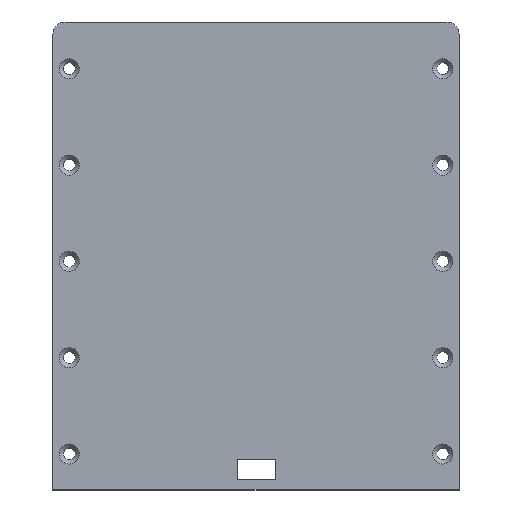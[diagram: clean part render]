
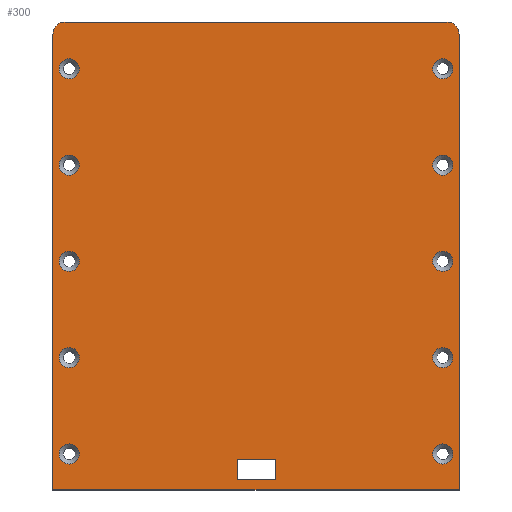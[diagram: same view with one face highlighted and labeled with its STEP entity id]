
A CAD part, top view. The second image highlights one B-rep face of the part: STEP entity #300.
In plain terms, the highlighted planar face has unit normal (0, 0, 1).
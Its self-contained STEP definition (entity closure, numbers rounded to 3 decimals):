
#32 = VERTEX_POINT('',#33);
#33 = CARTESIAN_POINT('',(-153.95,140.,3.));
#39 = EDGE_CURVE('',#32,#40,#42,.T.);
#40 = VERTEX_POINT('',#41);
#41 = CARTESIAN_POINT('',(-47.85,140.,3.));
#42 = LINE('',#43,#44);
#43 = CARTESIAN_POINT('',(-157.3,140.,3.));
#44 = VECTOR('',#45,1.);
#45 = DIRECTION('',(1.,0.,0.));
#256 = VERTEX_POINT('',#257);
#257 = CARTESIAN_POINT('',(-157.3,136.65,3.));
#263 = EDGE_CURVE('',#32,#256,#264,.T.);
#264 = CIRCLE('',#265,3.35);
#265 = AXIS2_PLACEMENT_3D('',#266,#267,#268);
#266 = CARTESIAN_POINT('',(-153.95,136.65,3.));
#267 = DIRECTION('',(-0.,0.,1.));
#268 = DIRECTION('',(0.,-1.,0.));
#281 = VERTEX_POINT('',#282);
#282 = CARTESIAN_POINT('',(-44.5,136.65,3.));
#288 = EDGE_CURVE('',#40,#281,#289,.T.);
#289 = CIRCLE('',#290,3.35);
#290 = AXIS2_PLACEMENT_3D('',#291,#292,#293);
#291 = CARTESIAN_POINT('',(-47.85,136.65,3.));
#292 = DIRECTION('',(-0.,-0.,-1.));
#293 = DIRECTION('',(0.,-1.,0.));
#300 = ADVANCED_FACE('',(#301,#328,#339,#350,#384,#395,#406,#417,#428,
    #439,#450,#461),#472,.T.);
#301 = FACE_BOUND('',#302,.T.);
#302 = EDGE_LOOP('',(#303,#304,#305,#313,#321,#327));
#303 = ORIENTED_EDGE('',*,*,#39,.F.);
#304 = ORIENTED_EDGE('',*,*,#263,.T.);
#305 = ORIENTED_EDGE('',*,*,#306,.F.);
#306 = EDGE_CURVE('',#307,#256,#309,.T.);
#307 = VERTEX_POINT('',#308);
#308 = CARTESIAN_POINT('',(-157.3,10.,3.));
#309 = LINE('',#310,#311);
#310 = CARTESIAN_POINT('',(-157.3,10.,3.));
#311 = VECTOR('',#312,1.);
#312 = DIRECTION('',(0.,1.,0.));
#313 = ORIENTED_EDGE('',*,*,#314,.F.);
#314 = EDGE_CURVE('',#315,#307,#317,.T.);
#315 = VERTEX_POINT('',#316);
#316 = CARTESIAN_POINT('',(-44.5,10.,3.));
#317 = LINE('',#318,#319);
#318 = CARTESIAN_POINT('',(-44.5,10.,3.));
#319 = VECTOR('',#320,1.);
#320 = DIRECTION('',(-1.,0.,0.));
#321 = ORIENTED_EDGE('',*,*,#322,.F.);
#322 = EDGE_CURVE('',#281,#315,#323,.T.);
#323 = LINE('',#324,#325);
#324 = CARTESIAN_POINT('',(-44.5,140.,3.));
#325 = VECTOR('',#326,1.);
#326 = DIRECTION('',(0.,-1.,0.));
#327 = ORIENTED_EDGE('',*,*,#288,.F.);
#328 = FACE_BOUND('',#329,.T.);
#329 = EDGE_LOOP('',(#330));
#330 = ORIENTED_EDGE('',*,*,#331,.F.);
#331 = EDGE_CURVE('',#332,#332,#334,.T.);
#332 = VERTEX_POINT('',#333);
#333 = CARTESIAN_POINT('',(-150.,20.,3.));
#334 = CIRCLE('',#335,2.8);
#335 = AXIS2_PLACEMENT_3D('',#336,#337,#338);
#336 = CARTESIAN_POINT('',(-152.8,20.,3.));
#337 = DIRECTION('',(0.,0.,1.));
#338 = DIRECTION('',(1.,0.,0.));
#339 = FACE_BOUND('',#340,.T.);
#340 = EDGE_LOOP('',(#341));
#341 = ORIENTED_EDGE('',*,*,#342,.F.);
#342 = EDGE_CURVE('',#343,#343,#345,.T.);
#343 = VERTEX_POINT('',#344);
#344 = CARTESIAN_POINT('',(-150.,46.749,3.));
#345 = CIRCLE('',#346,2.8);
#346 = AXIS2_PLACEMENT_3D('',#347,#348,#349);
#347 = CARTESIAN_POINT('',(-152.8,46.749,3.));
#348 = DIRECTION('',(0.,0.,1.));
#349 = DIRECTION('',(1.,0.,0.));
#350 = FACE_BOUND('',#351,.T.);
#351 = EDGE_LOOP('',(#352,#362,#370,#378));
#352 = ORIENTED_EDGE('',*,*,#353,.T.);
#353 = EDGE_CURVE('',#354,#356,#358,.T.);
#354 = VERTEX_POINT('',#355);
#355 = CARTESIAN_POINT('',(-106.14,12.99,3.));
#356 = VERTEX_POINT('',#357);
#357 = CARTESIAN_POINT('',(-106.14,18.59,3.));
#358 = LINE('',#359,#360);
#359 = CARTESIAN_POINT('',(-106.14,12.99,3.));
#360 = VECTOR('',#361,1.);
#361 = DIRECTION('',(0.,1.,0.));
#362 = ORIENTED_EDGE('',*,*,#363,.T.);
#363 = EDGE_CURVE('',#356,#364,#366,.T.);
#364 = VERTEX_POINT('',#365);
#365 = CARTESIAN_POINT('',(-95.54,18.59,3.));
#366 = LINE('',#367,#368);
#367 = CARTESIAN_POINT('',(-106.14,18.59,3.));
#368 = VECTOR('',#369,1.);
#369 = DIRECTION('',(1.,0.,0.));
#370 = ORIENTED_EDGE('',*,*,#371,.T.);
#371 = EDGE_CURVE('',#364,#372,#374,.T.);
#372 = VERTEX_POINT('',#373);
#373 = CARTESIAN_POINT('',(-95.54,12.99,3.));
#374 = LINE('',#375,#376);
#375 = CARTESIAN_POINT('',(-95.54,18.59,3.));
#376 = VECTOR('',#377,1.);
#377 = DIRECTION('',(0.,-1.,0.));
#378 = ORIENTED_EDGE('',*,*,#379,.T.);
#379 = EDGE_CURVE('',#372,#354,#380,.T.);
#380 = LINE('',#381,#382);
#381 = CARTESIAN_POINT('',(-95.54,12.99,3.));
#382 = VECTOR('',#383,1.);
#383 = DIRECTION('',(-1.,0.,0.));
#384 = FACE_BOUND('',#385,.T.);
#385 = EDGE_LOOP('',(#386));
#386 = ORIENTED_EDGE('',*,*,#387,.F.);
#387 = EDGE_CURVE('',#388,#388,#390,.T.);
#388 = VERTEX_POINT('',#389);
#389 = CARTESIAN_POINT('',(-46.2,20.001,3.));
#390 = CIRCLE('',#391,2.8);
#391 = AXIS2_PLACEMENT_3D('',#392,#393,#394);
#392 = CARTESIAN_POINT('',(-49.,20.001,3.));
#393 = DIRECTION('',(0.,0.,1.));
#394 = DIRECTION('',(1.,0.,0.));
#395 = FACE_BOUND('',#396,.T.);
#396 = EDGE_LOOP('',(#397));
#397 = ORIENTED_EDGE('',*,*,#398,.F.);
#398 = EDGE_CURVE('',#399,#399,#401,.T.);
#399 = VERTEX_POINT('',#400);
#400 = CARTESIAN_POINT('',(-46.2,46.75,3.));
#401 = CIRCLE('',#402,2.8);
#402 = AXIS2_PLACEMENT_3D('',#403,#404,#405);
#403 = CARTESIAN_POINT('',(-49.,46.75,3.));
#404 = DIRECTION('',(0.,0.,1.));
#405 = DIRECTION('',(1.,0.,0.));
#406 = FACE_BOUND('',#407,.T.);
#407 = EDGE_LOOP('',(#408));
#408 = ORIENTED_EDGE('',*,*,#409,.F.);
#409 = EDGE_CURVE('',#410,#410,#412,.T.);
#410 = VERTEX_POINT('',#411);
#411 = CARTESIAN_POINT('',(-150.,73.5,3.));
#412 = CIRCLE('',#413,2.8);
#413 = AXIS2_PLACEMENT_3D('',#414,#415,#416);
#414 = CARTESIAN_POINT('',(-152.8,73.5,3.));
#415 = DIRECTION('',(0.,0.,1.));
#416 = DIRECTION('',(1.,0.,0.));
#417 = FACE_BOUND('',#418,.T.);
#418 = EDGE_LOOP('',(#419));
#419 = ORIENTED_EDGE('',*,*,#420,.F.);
#420 = EDGE_CURVE('',#421,#421,#423,.T.);
#421 = VERTEX_POINT('',#422);
#422 = CARTESIAN_POINT('',(-150.,100.25,3.));
#423 = CIRCLE('',#424,2.8);
#424 = AXIS2_PLACEMENT_3D('',#425,#426,#427);
#425 = CARTESIAN_POINT('',(-152.8,100.25,3.));
#426 = DIRECTION('',(0.,0.,1.));
#427 = DIRECTION('',(1.,0.,0.));
#428 = FACE_BOUND('',#429,.T.);
#429 = EDGE_LOOP('',(#430));
#430 = ORIENTED_EDGE('',*,*,#431,.F.);
#431 = EDGE_CURVE('',#432,#432,#434,.T.);
#432 = VERTEX_POINT('',#433);
#433 = CARTESIAN_POINT('',(-150.,126.999,3.));
#434 = CIRCLE('',#435,2.8);
#435 = AXIS2_PLACEMENT_3D('',#436,#437,#438);
#436 = CARTESIAN_POINT('',(-152.8,126.999,3.));
#437 = DIRECTION('',(0.,0.,1.));
#438 = DIRECTION('',(1.,0.,0.));
#439 = FACE_BOUND('',#440,.T.);
#440 = EDGE_LOOP('',(#441));
#441 = ORIENTED_EDGE('',*,*,#442,.F.);
#442 = EDGE_CURVE('',#443,#443,#445,.T.);
#443 = VERTEX_POINT('',#444);
#444 = CARTESIAN_POINT('',(-46.2,73.501,3.));
#445 = CIRCLE('',#446,2.8);
#446 = AXIS2_PLACEMENT_3D('',#447,#448,#449);
#447 = CARTESIAN_POINT('',(-49.,73.501,3.));
#448 = DIRECTION('',(0.,0.,1.));
#449 = DIRECTION('',(1.,0.,0.));
#450 = FACE_BOUND('',#451,.T.);
#451 = EDGE_LOOP('',(#452));
#452 = ORIENTED_EDGE('',*,*,#453,.F.);
#453 = EDGE_CURVE('',#454,#454,#456,.T.);
#454 = VERTEX_POINT('',#455);
#455 = CARTESIAN_POINT('',(-46.2,100.251,3.));
#456 = CIRCLE('',#457,2.8);
#457 = AXIS2_PLACEMENT_3D('',#458,#459,#460);
#458 = CARTESIAN_POINT('',(-49.,100.251,3.));
#459 = DIRECTION('',(0.,0.,1.));
#460 = DIRECTION('',(1.,0.,0.));
#461 = FACE_BOUND('',#462,.T.);
#462 = EDGE_LOOP('',(#463));
#463 = ORIENTED_EDGE('',*,*,#464,.F.);
#464 = EDGE_CURVE('',#465,#465,#467,.T.);
#465 = VERTEX_POINT('',#466);
#466 = CARTESIAN_POINT('',(-46.2,127.,3.));
#467 = CIRCLE('',#468,2.8);
#468 = AXIS2_PLACEMENT_3D('',#469,#470,#471);
#469 = CARTESIAN_POINT('',(-49.,127.,3.));
#470 = DIRECTION('',(0.,0.,1.));
#471 = DIRECTION('',(1.,0.,0.));
#472 = PLANE('',#473);
#473 = AXIS2_PLACEMENT_3D('',#474,#475,#476);
#474 = CARTESIAN_POINT('',(-100.9,75.,3.));
#475 = DIRECTION('',(0.,0.,1.));
#476 = DIRECTION('',(1.,0.,0.));
